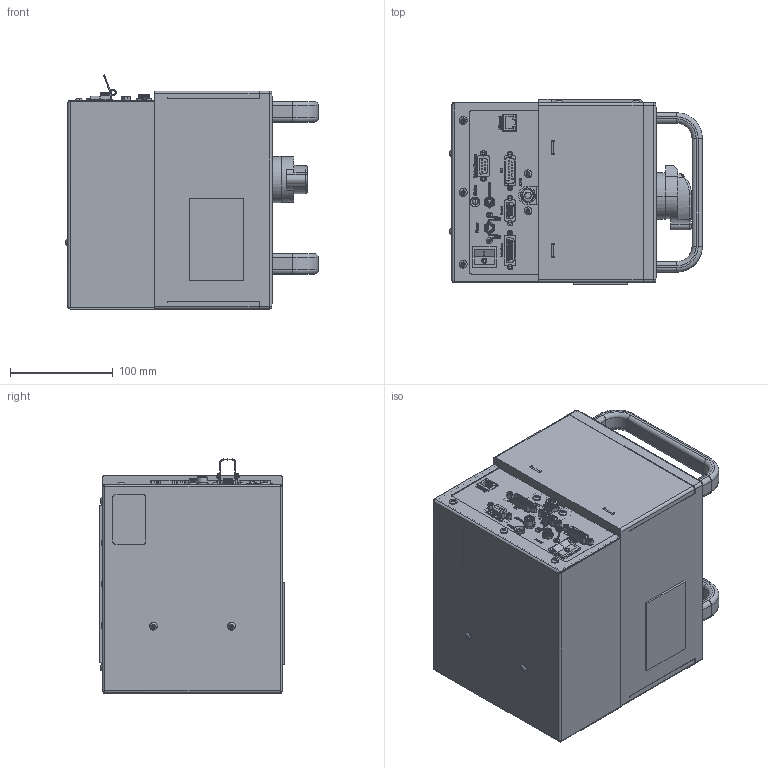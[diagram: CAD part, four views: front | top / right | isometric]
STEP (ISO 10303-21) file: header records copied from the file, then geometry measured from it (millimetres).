
FILE_DESCRIPTION (( 'STEP AP214' ), '1' );
FILE_NAME ('XL5000 Standard - Dummie.STEP', '2018-02-02T11:32:13', ( '' ), ( '' ), 'SwSTEP 2.0', 'SolidWorks 2017', '' );
FILE_SCHEMA (( 'AUTOMOTIVE_DESIGN' ));
Length unit declared in the file: millimetre
Products named in the file (1): XL5000 Standard - Dummie
Bounding box: 245.9 x 180 x 227.82 mm (x, y, z)
Surface area: 341741.5 mm2 (no closed solid volume)
Topology: 0 solids, 121 shells, 1243 faces, 5271 edges, 4062 vertices
Faces by surface type: plane 519, cylinder 409, cone 160, bspline 77, torus 47, sphere 31
Entity records: 82982 total; most frequent: CARTESIAN_POINT 28442, DIRECTION 7907, ORIENTED_EDGE 7471, EDGE_CURVE 5236, VERTEX_POINT 4060, VECTOR 2657, LINE 2657, AXIS2_PLACEMENT_3D 2625
